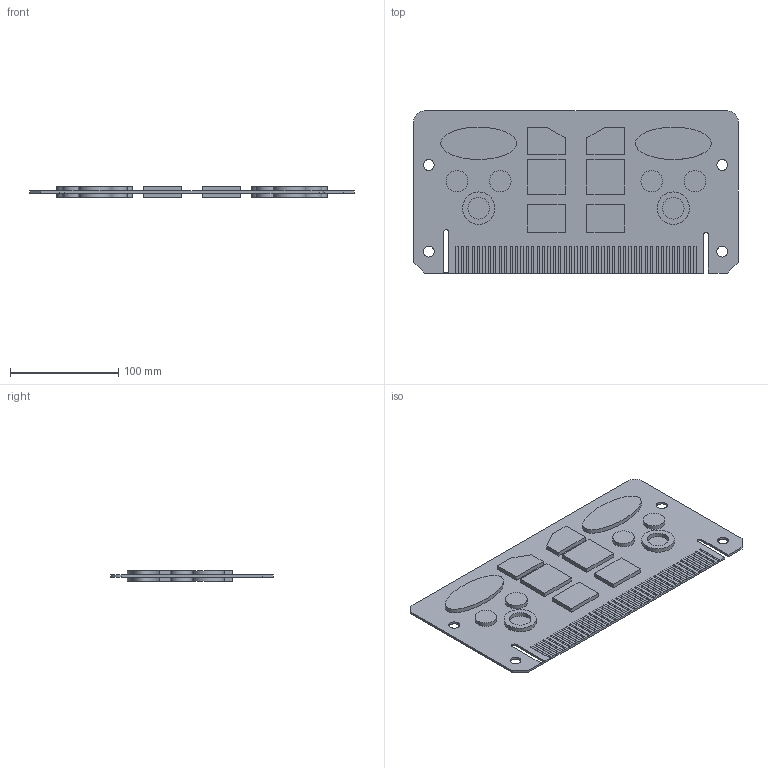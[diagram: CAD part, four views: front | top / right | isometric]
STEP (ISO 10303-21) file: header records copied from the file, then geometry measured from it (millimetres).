
FILE_DESCRIPTION(('HOOPS Exchange Step'),'2;1');
FILE_NAME('Monica''s Circuitboard.STP','2020-04-20T22:29:08+20:00',('kelgawly'),('None'),'HOOPS Exchange 2019.0','SOLIDWORKS MBD','None');
FILE_SCHEMA( ('AP242_MANAGED_MODEL_BASED_3D_ENGINEERING_MIM_LF {1 0 10303 442 1 1 4 }') );
Length unit declared in the file: millimetre
Products named in the file (1): Default
Bounding box: 300 x 150 x 10 mm (x, y, z)
Volume: 175970.7 mm3; surface area: 104143.8 mm2
Topology: 1 solids, 1 shells, 306 faces, 836 edges, 564 vertices
Faces by surface type: plane 278, cylinder 24, bspline 4
Full cylindrical faces by diameter (mm): 10 x4, 20 x12, 30 x4
Entity records: 9672 total; most frequent: CARTESIAN_POINT 1767, ORIENTED_EDGE 1672, DIRECTION 1520, EDGE_CURVE 836, VECTOR 756, LINE 756, VERTEX_POINT 564, AXIS2_PLACEMENT_3D 382
